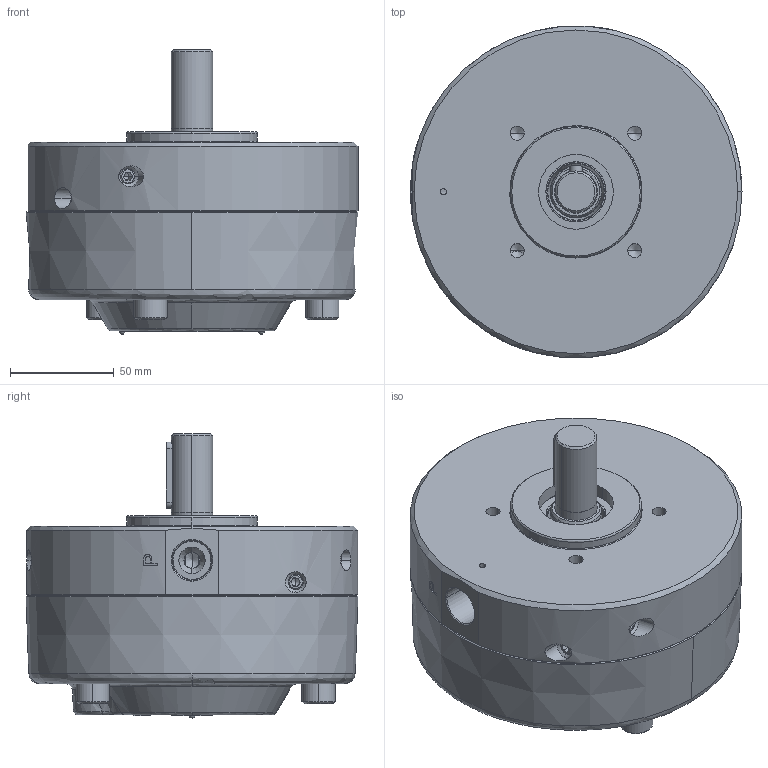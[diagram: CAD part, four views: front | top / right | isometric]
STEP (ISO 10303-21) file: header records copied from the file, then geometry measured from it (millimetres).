
FILE_DESCRIPTION (( 'STEP AP214' ), '1' );
FILE_NAME ('BRK1001_3_pistons.STEP', '2021-03-08T13:25:50', ( '' ), ( '' ), 'SwSTEP 2.0', 'SolidWorks 2020', '' );
FILE_SCHEMA (( 'AUTOMOTIVE_DESIGN' ));
Length unit declared in the file: millimetre
Products named in the file (1): BRK1001_3_pistons
Bounding box: 159.97 x 159.93 x 137.1 mm (x, y, z)
Volume: 1602899.3 mm3; surface area: 102414.3 mm2
Topology: 1 solids, 17 shells, 933 faces, 2271 edges, 1425 vertices
Faces by surface type: plane 448, bspline 256, cylinder 116, cone 109, torus 4
Entity records: 34381 total; most frequent: CARTESIAN_POINT 14199, ORIENTED_EDGE 4490, DIRECTION 3619, EDGE_CURVE 2245, VERTEX_POINT 1425, AXIS2_PLACEMENT_3D 1210, VECTOR 1199, LINE 1199
